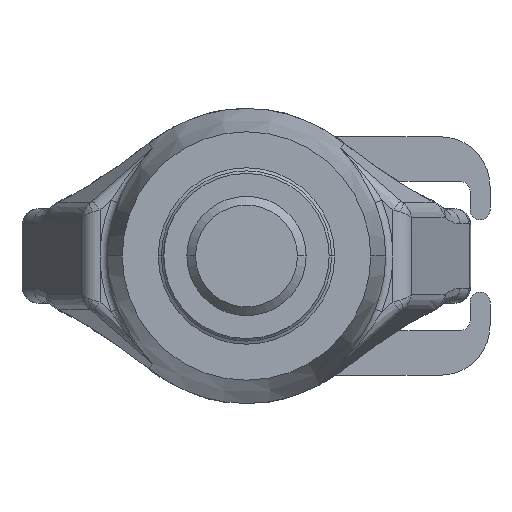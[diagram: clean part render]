
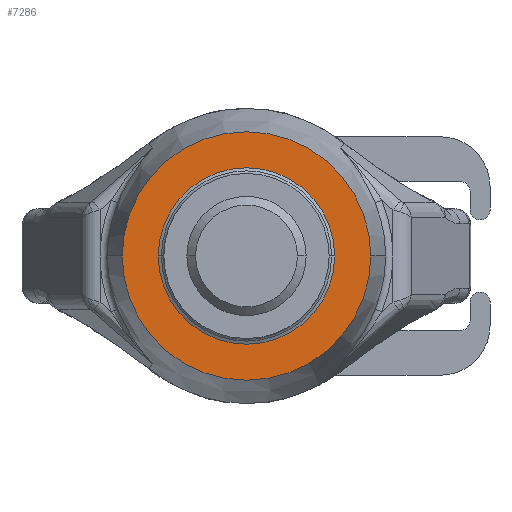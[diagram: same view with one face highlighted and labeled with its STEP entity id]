
A CAD part, front view. The second image highlights one B-rep face of the part: STEP entity #7286.
In plain terms, the highlighted planar face has unit normal (0, -1, 0).
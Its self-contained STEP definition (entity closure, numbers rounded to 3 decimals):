
#2=CARTESIAN_POINT('',(0.,-90.,0.));
#3=DIRECTION('',(0.,-1.,0.));
#4=DIRECTION('',(-1.,0.,0.));
#5=AXIS2_PLACEMENT_3D('',#2,#3,#4);
#7=CARTESIAN_POINT('',(0.,-90.,0.));
#8=DIRECTION('',(0.,-1.,0.));
#9=DIRECTION('',(1.,0.,0.));
#10=AXIS2_PLACEMENT_3D('',#7,#8,#9);
#72=CARTESIAN_POINT('',(0.,-90.,0.));
#73=DIRECTION('',(0.,-1.,0.));
#74=DIRECTION('',(1.,0.,0.));
#75=AXIS2_PLACEMENT_3D('',#72,#73,#74);
#102=CARTESIAN_POINT('',(0.,-90.,0.));
#103=DIRECTION('',(0.,1.,0.));
#104=DIRECTION('',(1.,0.,0.));
#105=AXIS2_PLACEMENT_3D('',#102,#103,#104);
#5801=CARTESIAN_POINT('',(50.,-90.,0.));
#5802=CARTESIAN_POINT('',(-50.,-90.,0.));
#5803=VERTEX_POINT('',#5801);
#5804=VERTEX_POINT('',#5802);
#5821=CARTESIAN_POINT('',(-35.5,-90.,0.));
#5822=CARTESIAN_POINT('',(35.5,-90.,0.));
#5823=VERTEX_POINT('',#5821);
#5824=VERTEX_POINT('',#5822);
#7269=CARTESIAN_POINT('',(0.,-90.,0.));
#7270=DIRECTION('',(0.,-1.,0.));
#7271=DIRECTION('',(-1.,0.,0.));
#7272=AXIS2_PLACEMENT_3D('',#7269,#7270,#7271);
#7273=PLANE('',#7272);
#7275=ORIENTED_EDGE('',*,*,#7274,.F.);
#7277=ORIENTED_EDGE('',*,*,#7276,.T.);
#7278=EDGE_LOOP('',(#7275,#7277));
#7279=FACE_OUTER_BOUND('',#7278,.F.);
#7281=ORIENTED_EDGE('',*,*,#7280,.T.);
#7283=ORIENTED_EDGE('',*,*,#7282,.T.);
#7284=EDGE_LOOP('',(#7281,#7283));
#7285=FACE_BOUND('',#7284,.F.);
#7286=ADVANCED_FACE('',(#7279,#7285),#7273,.T.);
#6=CIRCLE('',#5,35.5);
#11=CIRCLE('',#10,35.5);
#76=CIRCLE('',#75,50.);
#106=CIRCLE('',#105,50.);
#7274=EDGE_CURVE('',#5803,#5804,#76,.T.);
#7276=EDGE_CURVE('',#5803,#5804,#106,.T.);
#7280=EDGE_CURVE('',#5823,#5824,#6,.T.);
#7282=EDGE_CURVE('',#5824,#5823,#11,.T.);
